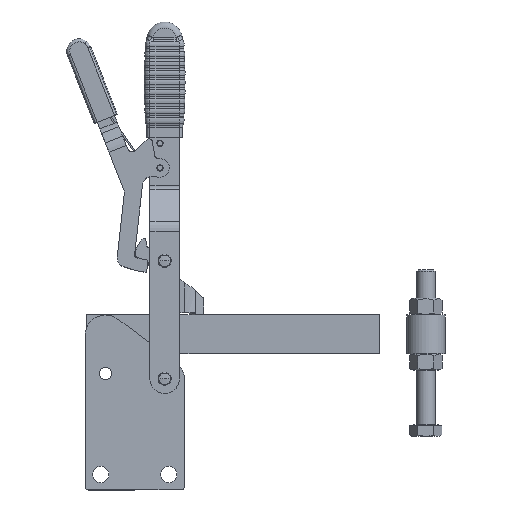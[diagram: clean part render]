
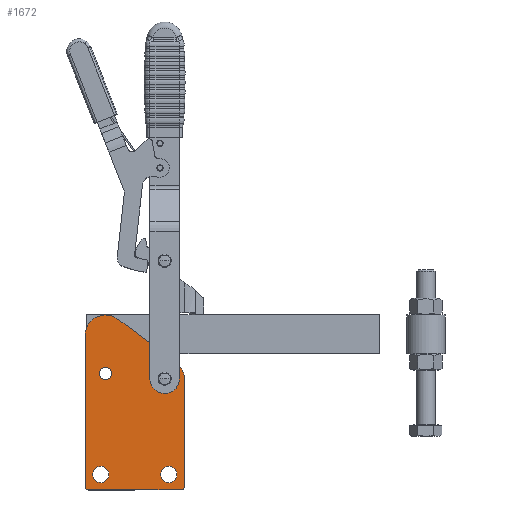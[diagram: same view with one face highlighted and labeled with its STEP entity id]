
A CAD part, top view. The second image highlights one B-rep face of the part: STEP entity #1672.
In plain terms, the highlighted planar face has unit normal (0, 0, 1).
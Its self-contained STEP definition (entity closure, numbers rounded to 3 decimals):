
#148=CARTESIAN_POINT('',(92.811,181.15,26.825));
#149=VERTEX_POINT('',#148);
#158=CARTESIAN_POINT('',(100.811,181.15,26.825));
#159=VERTEX_POINT('',#158);
#160=CARTESIAN_POINT('',(96.811,181.15,26.825));
#161=DIRECTION('',(0.0,0.0,1.0));
#162=DIRECTION('',(1.0,0.0,0.0));
#163=AXIS2_PLACEMENT_3D('',#160,#161,#162);
#164=CIRCLE('',#163,4.0);
#165=EDGE_CURVE('',#149,#159,#164,.T.);
#192=CARTESIAN_POINT('',(46.097,109.986,26.825));
#193=VERTEX_POINT('',#192);
#209=CARTESIAN_POINT('',(47.511,109.4,26.825));
#210=VERTEX_POINT('',#209);
#217=CARTESIAN_POINT('',(47.511,111.4,26.825));
#218=DIRECTION('',(0.,0.,-1.0));
#219=DIRECTION('',(-0.707,-0.707,0.));
#220=AXIS2_PLACEMENT_3D('',#217,#218,#219);
#221=CIRCLE('',#220,2.0);
#222=EDGE_CURVE('',#210,#193,#221,.T.);
#234=CARTESIAN_POINT('',(108.926,109.986,26.825));
#235=VERTEX_POINT('',#234);
#251=CARTESIAN_POINT('',(109.511,111.4,26.825));
#252=VERTEX_POINT('',#251);
#259=CARTESIAN_POINT('',(107.511,111.4,26.825));
#260=DIRECTION('',(0.,0.,-1.0));
#261=DIRECTION('',(0.707,-0.707,0.));
#262=AXIS2_PLACEMENT_3D('',#259,#260,#261);
#263=CIRCLE('',#262,2.);
#264=EDGE_CURVE('',#252,#235,#263,.T.);
#295=CARTESIAN_POINT('',(94.261,119.4,26.825));
#296=VERTEX_POINT('',#295);
#305=CARTESIAN_POINT('',(104.761,119.4,26.825));
#306=VERTEX_POINT('',#305);
#307=CARTESIAN_POINT('',(99.511,119.4,26.825));
#308=DIRECTION('',(0.0,0.0,-1.0));
#309=DIRECTION('',(-1.0,0.0,0.0));
#310=AXIS2_PLACEMENT_3D('',#307,#308,#309);
#311=CIRCLE('',#310,5.25);
#312=EDGE_CURVE('',#306,#296,#311,.T.);
#358=CARTESIAN_POINT('',(50.261,119.4,26.825));
#359=VERTEX_POINT('',#358);
#368=CARTESIAN_POINT('',(60.761,119.4,26.825));
#369=VERTEX_POINT('',#368);
#370=CARTESIAN_POINT('',(55.511,119.4,26.825));
#371=DIRECTION('',(0.0,0.0,-1.0));
#372=DIRECTION('',(-1.0,0.0,0.0));
#373=AXIS2_PLACEMENT_3D('',#370,#371,#372);
#374=CIRCLE('',#373,5.25);
#375=EDGE_CURVE('',#369,#359,#374,.T.);
#400=CARTESIAN_POINT('',(54.631,184.56,26.825));
#401=VERTEX_POINT('',#400);
#410=CARTESIAN_POINT('',(62.631,184.56,26.825));
#411=VERTEX_POINT('',#410);
#412=CARTESIAN_POINT('',(58.631,184.56,26.825));
#413=DIRECTION('',(0.0,0.0,-1.0));
#414=DIRECTION('',(-1.0,0.0,0.0));
#415=AXIS2_PLACEMENT_3D('',#412,#413,#414);
#416=CIRCLE('',#415,4.0);
#417=EDGE_CURVE('',#411,#401,#416,.T.);
#1216=CARTESIAN_POINT('',(45.511,111.4,26.825));
#1217=VERTEX_POINT('',#1216);
#1226=CARTESIAN_POINT('',(45.511,209.2,26.825));
#1227=VERTEX_POINT('',#1226);
#1228=CARTESIAN_POINT('',(45.511,111.4,26.825));
#1229=DIRECTION('',(0.0,1.0,0.0));
#1230=VECTOR('',#1229,97.8);
#1231=LINE('',#1228,#1230);
#1232=EDGE_CURVE('',#1217,#1227,#1231,.T.);
#1265=CARTESIAN_POINT('',(109.511,181.15,26.825));
#1266=VERTEX_POINT('',#1265);
#1273=CARTESIAN_POINT('',(109.511,181.15,26.825));
#1274=DIRECTION('',(0.0,-1.0,0.0));
#1275=VECTOR('',#1274,69.75);
#1276=LINE('',#1273,#1275);
#1277=EDGE_CURVE('',#1266,#252,#1276,.T.);
#1287=CARTESIAN_POINT('',(104.449,191.297,26.825));
#1288=VERTEX_POINT('',#1287);
#1289=CARTESIAN_POINT('',(96.811,181.15,26.825));
#1290=DIRECTION('',(0.0,0.0,-1.0));
#1291=DIRECTION('',(1.0,0.0,0.0));
#1292=AXIS2_PLACEMENT_3D('',#1289,#1290,#1291);
#1293=CIRCLE('',#1292,12.7);
#1294=EDGE_CURVE('',#1288,#1266,#1293,.T.);
#1320=CARTESIAN_POINT('',(66.649,219.747,26.825));
#1321=VERTEX_POINT('',#1320);
#1322=CARTESIAN_POINT('',(66.649,219.747,26.825));
#1323=DIRECTION('',(0.799,-0.601,0.0));
#1324=VECTOR('',#1323,47.309);
#1325=LINE('',#1322,#1324);
#1326=EDGE_CURVE('',#1321,#1288,#1325,.T.);
#1351=CARTESIAN_POINT('',(58.711,209.2,26.825));
#1352=DIRECTION('',(0.,0.,-1.0));
#1353=DIRECTION('',(0.601,0.799,0.));
#1354=AXIS2_PLACEMENT_3D('',#1351,#1352,#1353);
#1355=CIRCLE('',#1354,13.2);
#1356=EDGE_CURVE('',#1227,#1321,#1355,.T.);
#1384=CARTESIAN_POINT('',(58.631,184.56,26.825));
#1385=DIRECTION('',(0.0,0.0,-1.0));
#1386=DIRECTION('',(-1.0,0.0,0.0));
#1387=AXIS2_PLACEMENT_3D('',#1384,#1385,#1386);
#1388=CIRCLE('',#1387,4.0);
#1389=EDGE_CURVE('',#401,#411,#1388,.T.);
#1429=CARTESIAN_POINT('',(55.511,119.4,26.825));
#1430=DIRECTION('',(0.0,0.0,-1.0));
#1431=DIRECTION('',(-1.0,0.0,0.0));
#1432=AXIS2_PLACEMENT_3D('',#1429,#1430,#1431);
#1433=CIRCLE('',#1432,5.25);
#1434=EDGE_CURVE('',#359,#369,#1433,.T.);
#1474=CARTESIAN_POINT('',(99.511,119.4,26.825));
#1475=DIRECTION('',(0.0,0.0,-1.0));
#1476=DIRECTION('',(-1.0,0.0,0.0));
#1477=AXIS2_PLACEMENT_3D('',#1474,#1475,#1476);
#1478=CIRCLE('',#1477,5.25);
#1479=EDGE_CURVE('',#296,#306,#1478,.T.);
#1490=CARTESIAN_POINT('',(107.511,109.4,26.825));
#1491=VERTEX_POINT('',#1490);
#1492=CARTESIAN_POINT('',(107.511,111.4,26.825));
#1493=DIRECTION('',(0.,0.,-1.0));
#1494=DIRECTION('',(0.707,-0.707,0.));
#1495=AXIS2_PLACEMENT_3D('',#1492,#1493,#1494);
#1496=CIRCLE('',#1495,2.);
#1497=EDGE_CURVE('',#235,#1491,#1496,.T.);
#1582=CARTESIAN_POINT('',(107.511,109.4,26.825));
#1583=DIRECTION('',(-1.0,0.0,0.0));
#1584=VECTOR('',#1583,60.);
#1585=LINE('',#1582,#1584);
#1586=EDGE_CURVE('',#1491,#210,#1585,.T.);
#1597=CARTESIAN_POINT('',(47.511,111.4,26.825));
#1598=DIRECTION('',(0.,0.,-1.0));
#1599=DIRECTION('',(-0.707,-0.707,0.));
#1600=AXIS2_PLACEMENT_3D('',#1597,#1598,#1599);
#1601=CIRCLE('',#1600,2.0);
#1602=EDGE_CURVE('',#193,#1217,#1601,.T.);
#1617=CARTESIAN_POINT('',(96.811,181.15,26.825));
#1618=DIRECTION('',(0.0,0.0,1.0));
#1619=DIRECTION('',(1.0,0.0,0.0));
#1620=AXIS2_PLACEMENT_3D('',#1617,#1618,#1619);
#1621=CIRCLE('',#1620,4.0);
#1622=EDGE_CURVE('',#159,#149,#1621,.T.);
#1639=CARTESIAN_POINT('',(74.901,159.404,26.825));
#1640=DIRECTION('',(0.0,0.0,1.0));
#1641=DIRECTION('',(1.0,0.0,0.0));
#1642=AXIS2_PLACEMENT_3D('',#1639,#1640,#1641);
#1643=PLANE('',#1642);
#1644=ORIENTED_EDGE('',*,*,#222,.F.);
#1645=ORIENTED_EDGE('',*,*,#1586,.F.);
#1646=ORIENTED_EDGE('',*,*,#1497,.F.);
#1647=ORIENTED_EDGE('',*,*,#264,.F.);
#1648=ORIENTED_EDGE('',*,*,#1277,.F.);
#1649=ORIENTED_EDGE('',*,*,#1294,.F.);
#1650=ORIENTED_EDGE('',*,*,#1326,.F.);
#1651=ORIENTED_EDGE('',*,*,#1356,.F.);
#1652=ORIENTED_EDGE('',*,*,#1232,.F.);
#1653=ORIENTED_EDGE('',*,*,#1602,.F.);
#1654=EDGE_LOOP('',(#1644,#1645,#1646,#1647,#1648,#1649,#1650,#1651,#1652,#1653));
#1655=FACE_OUTER_BOUND('',#1654,.T.);
#1656=ORIENTED_EDGE('',*,*,#165,.F.);
#1657=ORIENTED_EDGE('',*,*,#1622,.F.);
#1658=EDGE_LOOP('',(#1656,#1657));
#1659=FACE_BOUND('',#1658,.T.);
#1660=ORIENTED_EDGE('',*,*,#312,.T.);
#1661=ORIENTED_EDGE('',*,*,#1479,.T.);
#1662=EDGE_LOOP('',(#1660,#1661));
#1663=FACE_BOUND('',#1662,.T.);
#1664=ORIENTED_EDGE('',*,*,#375,.T.);
#1665=ORIENTED_EDGE('',*,*,#1434,.T.);
#1666=EDGE_LOOP('',(#1664,#1665));
#1667=FACE_BOUND('',#1666,.T.);
#1668=ORIENTED_EDGE('',*,*,#417,.T.);
#1669=ORIENTED_EDGE('',*,*,#1389,.T.);
#1670=EDGE_LOOP('',(#1668,#1669));
#1671=FACE_BOUND('',#1670,.T.);
#1672=ADVANCED_FACE('',(#1655,#1659,#1663,#1667,#1671),#1643,.T.);
